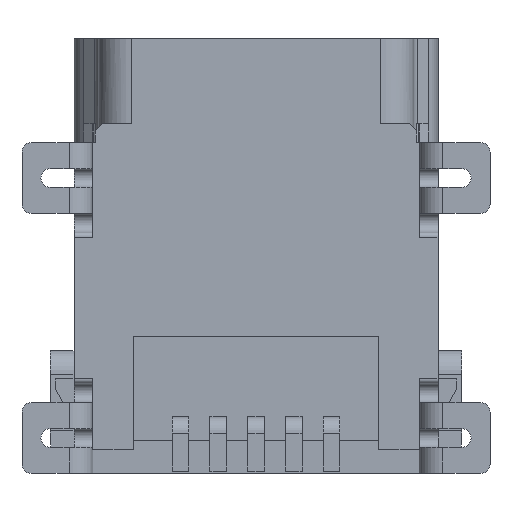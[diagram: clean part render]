
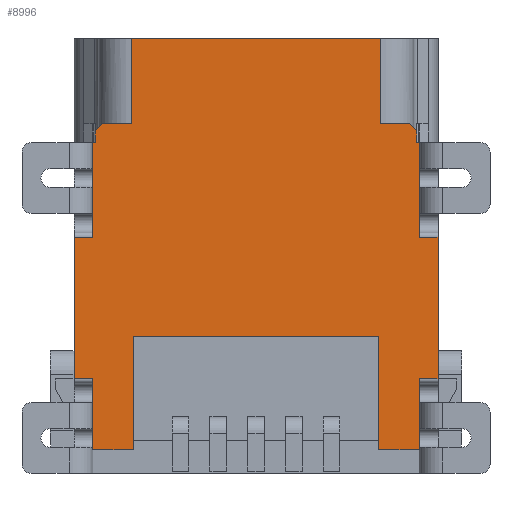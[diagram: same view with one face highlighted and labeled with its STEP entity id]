
A CAD part, front view. The second image highlights one B-rep face of the part: STEP entity #8996.
In plain terms, the highlighted planar face has unit normal (0, -1, 0).
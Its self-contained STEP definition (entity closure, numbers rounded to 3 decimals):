
#44=DIRECTION('',(1.,0.,0.));
#45=VECTOR('',#44,5.266);
#46=CARTESIAN_POINT('',(-2.633,-1.95,0.));
#47=LINE('',#46,#45);
#337=DIRECTION('',(0.,0.,-1.));
#338=VECTOR('',#337,3.);
#339=CARTESIAN_POINT('',(-3.85,-1.95,-4.2));
#340=LINE('',#339,#338);
#2146=DIRECTION('',(0.,0.,-1.));
#2147=VECTOR('',#2146,1.5);
#2148=CARTESIAN_POINT('',(-3.45,-1.95,-7.2));
#2149=LINE('',#2148,#2147);
#2172=DIRECTION('',(0.,0.,-1.));
#2173=VECTOR('',#2172,2.);
#2174=CARTESIAN_POINT('',(-3.45,-1.95,-2.2));
#2175=LINE('',#2174,#2173);
#2493=DIRECTION('',(-0.707,0.,-0.707));
#2494=VECTOR('',#2493,0.212);
#2495=CARTESIAN_POINT('',(-3.25,-1.95,-1.8));
#2496=LINE('',#2495,#2494);
#2497=DIRECTION('',(0.,0.,-1.));
#2498=VECTOR('',#2497,1.8);
#2499=CARTESIAN_POINT('',(-2.633,-1.95,0.));
#2500=LINE('',#2499,#2498);
#2501=DIRECTION('',(-0.707,0.,0.707));
#2502=VECTOR('',#2501,0.212);
#2503=CARTESIAN_POINT('',(3.4,-1.95,-1.95));
#2504=LINE('',#2503,#2502);
#2505=DIRECTION('',(0.,0.,1.));
#2506=VECTOR('',#2505,0.25);
#2507=CARTESIAN_POINT('',(3.4,-1.95,-2.2));
#2508=LINE('',#2507,#2506);
#2509=DIRECTION('',(1.,0.,0.));
#2510=VECTOR('',#2509,0.05);
#2511=CARTESIAN_POINT('',(3.4,-1.95,-2.2));
#2512=LINE('',#2511,#2510);
#2513=DIRECTION('',(1.,0.,0.));
#2514=VECTOR('',#2513,0.4);
#2515=CARTESIAN_POINT('',(3.45,-1.95,-4.2));
#2516=LINE('',#2515,#2514);
#2517=DIRECTION('',(0.,0.,-1.));
#2518=VECTOR('',#2517,3.);
#2519=CARTESIAN_POINT('',(3.85,-1.95,-4.2));
#2520=LINE('',#2519,#2518);
#2521=DIRECTION('',(1.,0.,0.));
#2522=VECTOR('',#2521,0.4);
#2523=CARTESIAN_POINT('',(3.45,-1.95,-7.2));
#2524=LINE('',#2523,#2522);
#2525=DIRECTION('',(-1.,0.,0.));
#2526=VECTOR('',#2525,0.85);
#2527=CARTESIAN_POINT('',(3.45,-1.95,-8.7));
#2528=LINE('',#2527,#2526);
#2529=DIRECTION('',(0.,0.,1.));
#2530=VECTOR('',#2529,2.4);
#2531=CARTESIAN_POINT('',(2.6,-1.95,-8.7));
#2532=LINE('',#2531,#2530);
#2533=DIRECTION('',(-1.,0.,0.));
#2534=VECTOR('',#2533,5.2);
#2535=CARTESIAN_POINT('',(2.6,-1.95,-6.3));
#2536=LINE('',#2535,#2534);
#2537=DIRECTION('',(0.,0.,1.));
#2538=VECTOR('',#2537,2.4);
#2539=CARTESIAN_POINT('',(-2.6,-1.95,-8.7));
#2540=LINE('',#2539,#2538);
#2541=DIRECTION('',(-1.,0.,0.));
#2542=VECTOR('',#2541,0.85);
#2543=CARTESIAN_POINT('',(-2.6,-1.95,-8.7));
#2544=LINE('',#2543,#2542);
#2545=DIRECTION('',(1.,0.,0.));
#2546=VECTOR('',#2545,0.4);
#2547=CARTESIAN_POINT('',(-3.85,-1.95,-7.2));
#2548=LINE('',#2547,#2546);
#2549=DIRECTION('',(1.,0.,0.));
#2550=VECTOR('',#2549,0.4);
#2551=CARTESIAN_POINT('',(-3.85,-1.95,-4.2));
#2552=LINE('',#2551,#2550);
#2553=DIRECTION('',(1.,0.,0.));
#2554=VECTOR('',#2553,0.05);
#2555=CARTESIAN_POINT('',(-3.45,-1.95,-2.2));
#2556=LINE('',#2555,#2554);
#2557=DIRECTION('',(0.,0.,1.));
#2558=VECTOR('',#2557,0.25);
#2559=CARTESIAN_POINT('',(-3.4,-1.95,-2.2));
#2560=LINE('',#2559,#2558);
#2638=DIRECTION('',(-1.,0.,0.));
#2639=VECTOR('',#2638,0.617);
#2640=CARTESIAN_POINT('',(-2.633,-1.95,-1.8));
#2641=LINE('',#2640,#2639);
#2646=DIRECTION('',(-1.,0.,0.));
#2647=VECTOR('',#2646,0.617);
#2648=CARTESIAN_POINT('',(3.25,-1.95,-1.8));
#2649=LINE('',#2648,#2647);
#2825=DIRECTION('',(0.,0.,-1.));
#2826=VECTOR('',#2825,1.8);
#2827=CARTESIAN_POINT('',(2.633,-1.95,0.));
#2828=LINE('',#2827,#2826);
#2856=DIRECTION('',(0.,0.,1.));
#2857=VECTOR('',#2856,1.5);
#2858=CARTESIAN_POINT('',(3.45,-1.95,-8.7));
#2859=LINE('',#2858,#2857);
#2878=DIRECTION('',(0.,0.,1.));
#2879=VECTOR('',#2878,2.);
#2880=CARTESIAN_POINT('',(3.45,-1.95,-4.2));
#2881=LINE('',#2880,#2879);
#4291=CARTESIAN_POINT('',(-2.633,-1.95,0.));
#4292=VERTEX_POINT('',#4291);
#4293=CARTESIAN_POINT('',(2.633,-1.95,0.));
#4294=VERTEX_POINT('',#4293);
#4309=CARTESIAN_POINT('',(-2.633,-1.95,-1.8));
#4310=VERTEX_POINT('',#4309);
#4311=CARTESIAN_POINT('',(2.633,-1.95,-1.8));
#4312=VERTEX_POINT('',#4311);
#4318=CARTESIAN_POINT('',(3.4,-1.95,-2.2));
#4320=VERTEX_POINT('',#4318);
#4469=CARTESIAN_POINT('',(2.6,-1.95,-8.7));
#4470=CARTESIAN_POINT('',(2.6,-1.95,-6.3));
#4471=VERTEX_POINT('',#4469);
#4472=VERTEX_POINT('',#4470);
#4473=CARTESIAN_POINT('',(-2.6,-1.95,-8.7));
#4474=CARTESIAN_POINT('',(-2.6,-1.95,-6.3));
#4475=VERTEX_POINT('',#4473);
#4476=VERTEX_POINT('',#4474);
#4793=CARTESIAN_POINT('',(3.45,-1.95,-2.2));
#4794=VERTEX_POINT('',#4793);
#4811=CARTESIAN_POINT('',(-3.45,-1.95,-2.2));
#4812=CARTESIAN_POINT('',(-3.4,-1.95,-2.2));
#4813=VERTEX_POINT('',#4811);
#4814=VERTEX_POINT('',#4812);
#4889=CARTESIAN_POINT('',(3.45,-1.95,-8.7));
#4890=VERTEX_POINT('',#4889);
#4891=CARTESIAN_POINT('',(-3.45,-1.95,-8.7));
#4892=VERTEX_POINT('',#4891);
#5121=CARTESIAN_POINT('',(-3.25,-1.95,-1.8));
#5122=CARTESIAN_POINT('',(-3.4,-1.95,-1.95));
#5123=VERTEX_POINT('',#5121);
#5124=VERTEX_POINT('',#5122);
#5129=CARTESIAN_POINT('',(3.4,-1.95,-1.95));
#5131=VERTEX_POINT('',#5129);
#5133=CARTESIAN_POINT('',(3.25,-1.95,-1.8));
#5134=VERTEX_POINT('',#5133);
#5235=CARTESIAN_POINT('',(3.45,-1.95,-7.2));
#5236=CARTESIAN_POINT('',(3.85,-1.95,-7.2));
#5237=VERTEX_POINT('',#5235);
#5238=VERTEX_POINT('',#5236);
#5239=CARTESIAN_POINT('',(3.45,-1.95,-4.2));
#5240=CARTESIAN_POINT('',(3.85,-1.95,-4.2));
#5241=VERTEX_POINT('',#5239);
#5242=VERTEX_POINT('',#5240);
#5276=CARTESIAN_POINT('',(-3.45,-1.95,-7.2));
#5278=VERTEX_POINT('',#5276);
#5279=CARTESIAN_POINT('',(-3.45,-1.95,-4.2));
#5281=VERTEX_POINT('',#5279);
#5295=CARTESIAN_POINT('',(-3.85,-1.95,-7.2));
#5297=VERTEX_POINT('',#5295);
#5300=CARTESIAN_POINT('',(-3.85,-1.95,-4.2));
#5302=VERTEX_POINT('',#5300);
#8946=CARTESIAN_POINT('',(-2.633,-1.95,0.));
#8947=DIRECTION('',(0.,-1.,0.));
#8948=DIRECTION('',(1.,0.,0.));
#8949=AXIS2_PLACEMENT_3D('',#8946,#8947,#8948);
#8950=PLANE('',#8949);
#8952=ORIENTED_EDGE('',*,*,#8951,.F.);
#8954=ORIENTED_EDGE('',*,*,#8953,.F.);
#8956=ORIENTED_EDGE('',*,*,#8955,.F.);
#8957=ORIENTED_EDGE('',*,*,#5554,.T.);
#8959=ORIENTED_EDGE('',*,*,#8958,.T.);
#8961=ORIENTED_EDGE('',*,*,#8960,.F.);
#8963=ORIENTED_EDGE('',*,*,#8962,.F.);
#8965=ORIENTED_EDGE('',*,*,#8964,.F.);
#8966=ORIENTED_EDGE('',*,*,#8064,.T.);
#8968=ORIENTED_EDGE('',*,*,#8967,.F.);
#8970=ORIENTED_EDGE('',*,*,#8969,.T.);
#8971=ORIENTED_EDGE('',*,*,#5978,.T.);
#8973=ORIENTED_EDGE('',*,*,#8972,.F.);
#8975=ORIENTED_EDGE('',*,*,#8974,.F.);
#8976=ORIENTED_EDGE('',*,*,#8941,.T.);
#8978=ORIENTED_EDGE('',*,*,#8977,.T.);
#8980=ORIENTED_EDGE('',*,*,#8979,.T.);
#8982=ORIENTED_EDGE('',*,*,#8981,.F.);
#8983=ORIENTED_EDGE('',*,*,#8914,.T.);
#8984=ORIENTED_EDGE('',*,*,#8487,.F.);
#8986=ORIENTED_EDGE('',*,*,#8985,.F.);
#8987=ORIENTED_EDGE('',*,*,#5786,.F.);
#8989=ORIENTED_EDGE('',*,*,#8988,.T.);
#8990=ORIENTED_EDGE('',*,*,#8513,.F.);
#8991=ORIENTED_EDGE('',*,*,#8107,.T.);
#8993=ORIENTED_EDGE('',*,*,#8992,.T.);
#8994=EDGE_LOOP('',(#8952,#8954,#8956,#8957,#8959,#8961,#8963,#8965,#8966,#8968,
#8970,#8971,#8973,#8975,#8976,#8978,#8980,#8982,#8983,#8984,#8986,#8987,#8989,
#8990,#8991,#8993));
#8995=FACE_OUTER_BOUND('',#8994,.F.);
#5554=EDGE_CURVE('',#4292,#4294,#47,.T.);
#5786=EDGE_CURVE('',#5302,#5297,#340,.T.);
#5978=EDGE_CURVE('',#5242,#5238,#2520,.T.);
#8064=EDGE_CURVE('',#4320,#4794,#2512,.T.);
#8107=EDGE_CURVE('',#4813,#4814,#2556,.T.);
#8487=EDGE_CURVE('',#5278,#4892,#2149,.T.);
#8513=EDGE_CURVE('',#4813,#5281,#2175,.T.);
#8914=EDGE_CURVE('',#4475,#4892,#2544,.T.);
#8941=EDGE_CURVE('',#4890,#4471,#2528,.T.);
#8951=EDGE_CURVE('',#5123,#5124,#2496,.T.);
#8953=EDGE_CURVE('',#4310,#5123,#2641,.T.);
#8955=EDGE_CURVE('',#4292,#4310,#2500,.T.);
#8958=EDGE_CURVE('',#4294,#4312,#2828,.T.);
#8960=EDGE_CURVE('',#5134,#4312,#2649,.T.);
#8962=EDGE_CURVE('',#5131,#5134,#2504,.T.);
#8964=EDGE_CURVE('',#4320,#5131,#2508,.T.);
#8967=EDGE_CURVE('',#5241,#4794,#2881,.T.);
#8969=EDGE_CURVE('',#5241,#5242,#2516,.T.);
#8972=EDGE_CURVE('',#5237,#5238,#2524,.T.);
#8974=EDGE_CURVE('',#4890,#5237,#2859,.T.);
#8977=EDGE_CURVE('',#4471,#4472,#2532,.T.);
#8979=EDGE_CURVE('',#4472,#4476,#2536,.T.);
#8981=EDGE_CURVE('',#4475,#4476,#2540,.T.);
#8985=EDGE_CURVE('',#5297,#5278,#2548,.T.);
#8988=EDGE_CURVE('',#5302,#5281,#2552,.T.);
#8992=EDGE_CURVE('',#4814,#5124,#2560,.T.);
#8996=ADVANCED_FACE('',(#8995),#8950,.T.);
